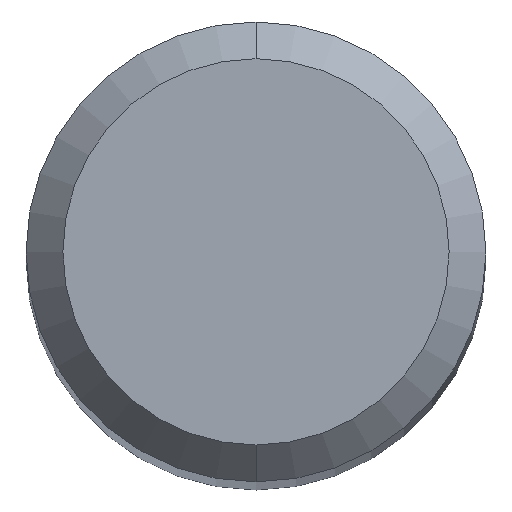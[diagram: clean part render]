
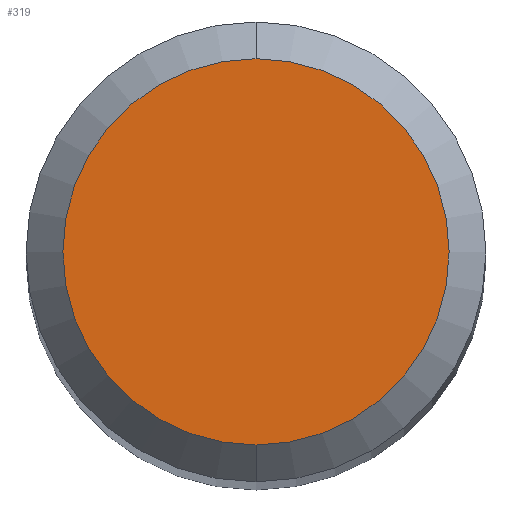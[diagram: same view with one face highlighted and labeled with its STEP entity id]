
A CAD part, top view. The second image highlights one B-rep face of the part: STEP entity #319.
In plain terms, the highlighted planar face has unit normal (0, 0, 1).
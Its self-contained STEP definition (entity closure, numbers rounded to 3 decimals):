
#157=VERTEX_POINT('',#377);
#175=VERTEX_POINT('',#397);
#317=EDGE_CURVE('',#175,#157,#557,.T.);
#319=ADVANCED_FACE('',(#559),#560,.T.);
#323=EDGE_CURVE('',#157,#175,#564,.T.);
#377=CARTESIAN_POINT('',(0.,-1.05,0.0));
#397=CARTESIAN_POINT('',(0.0,1.05,0.0));
#557=CIRCLE('',#852,1.05);
#559=FACE_OUTER_BOUND('',#854,.T.);
#560=PLANE('',#855);
#564=CIRCLE('',#861,1.05);
#852=AXIS2_PLACEMENT_3D('',#1138,#1139,#1140);
#854=EDGE_LOOP('',(#1142,#1143));
#855=AXIS2_PLACEMENT_3D('',#1144,#1145,#1146);
#861=AXIS2_PLACEMENT_3D('',#1150,#1151,#1152);
#1138=CARTESIAN_POINT('',(0.0,0.0,0.0));
#1139=DIRECTION('',(0.0,0.0,-1.0));
#1140=DIRECTION('',(0.0,1.0,0.0));
#1142=ORIENTED_EDGE('',*,*,#317,.F.);
#1143=ORIENTED_EDGE('',*,*,#323,.F.);
#1144=CARTESIAN_POINT('',(0.0,0.525,0.0));
#1145=DIRECTION('',(-0.0,0.0,1.0));
#1146=DIRECTION('',(0.0,-1.0,0.0));
#1150=CARTESIAN_POINT('',(0.0,0.0,0.0));
#1151=DIRECTION('',(0.0,0.0,-1.0));
#1152=DIRECTION('',(0.0,1.0,0.0));
